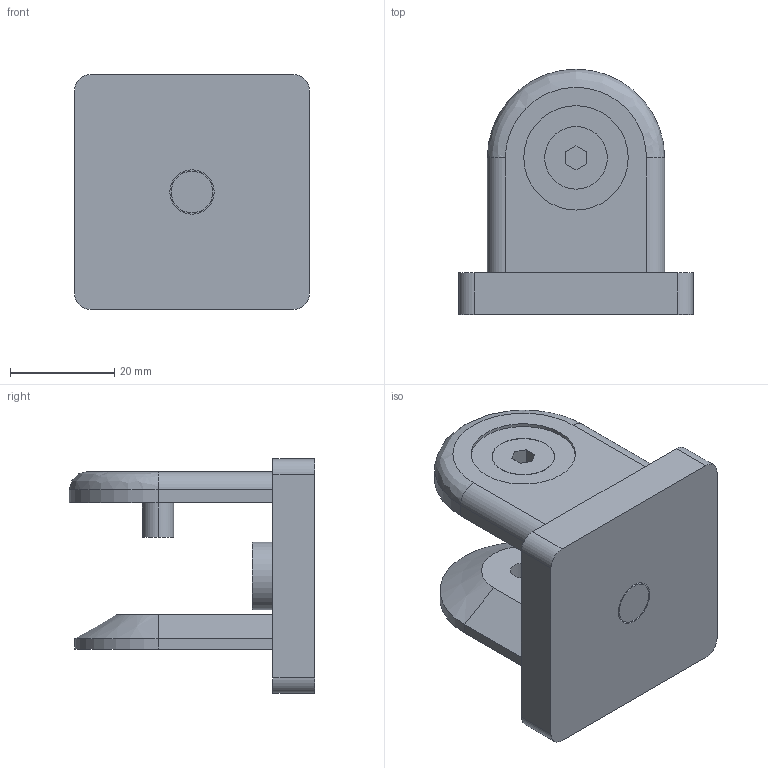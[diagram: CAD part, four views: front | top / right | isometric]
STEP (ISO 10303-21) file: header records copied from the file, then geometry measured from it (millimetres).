
FILE_DESCRIPTION (( 'STEP AP214' ), '1' );
FILE_NAME ('6121400', '2019-02-04T08:21:58', ( '' ), ('JUGARD+KÜNSTNER GmbH'), 'SwSTEP 2.0', 'SolidWorks 2017', '' );
FILE_SCHEMA (( 'AUTOMOTIVE_DESIGN' ));
Length unit declared in the file: millimetre
Products named in the file (1): 6121400_CNAJF00
Bounding box: 45 x 47 x 45 mm (x, y, z)
Volume: 28786.1 mm3; surface area: 11490 mm2
Topology: 1 solids, 5 shells, 84 faces, 188 edges, 124 vertices
Faces by surface type: plane 60, cylinder 22, cone 1, bspline 1
Entity records: 2740 total; most frequent: CARTESIAN_POINT 513, DIRECTION 400, ORIENTED_EDGE 376, EDGE_CURVE 188, VECTOR 142, LINE 142, AXIS2_PLACEMENT_3D 129, VERTEX_POINT 124
